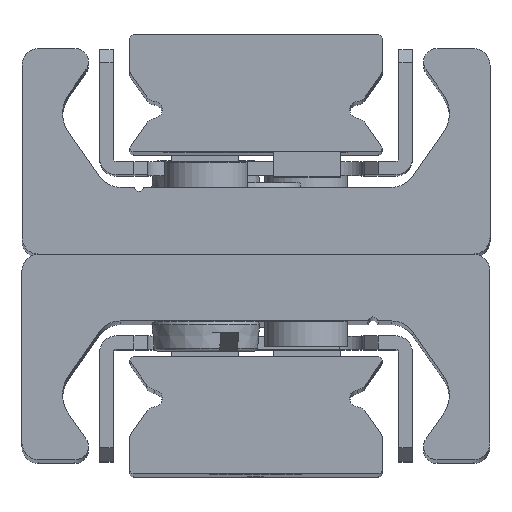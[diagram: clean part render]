
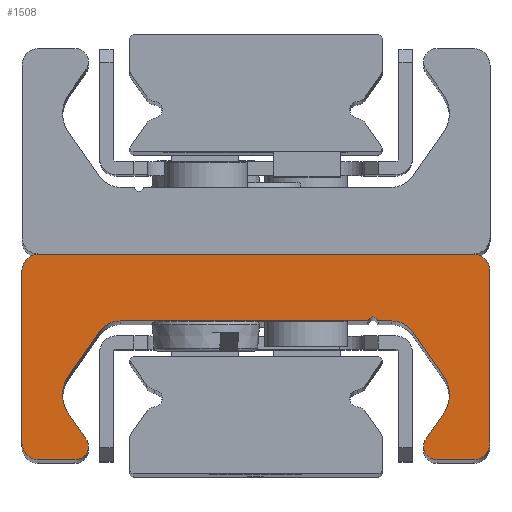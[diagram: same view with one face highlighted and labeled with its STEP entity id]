
A CAD part, top view. The second image highlights one B-rep face of the part: STEP entity #1508.
In plain terms, the highlighted planar face has unit normal (0, 0, 1).
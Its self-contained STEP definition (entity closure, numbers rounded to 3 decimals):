
#638=CARTESIAN_POINT('',(7.0,0.0,130.0));
#639=VERTEX_POINT('',#638);
#640=CARTESIAN_POINT('',(6.,1.0,130.0));
#641=VERTEX_POINT('',#640);
#642=CARTESIAN_POINT('',(7.0,1.0,130.0));
#643=DIRECTION('',(0.0,0.0,-1.0));
#644=DIRECTION('',(-1.0,0.0,0.0));
#645=AXIS2_PLACEMENT_3D('',#642,#643,#644);
#646=CIRCLE('',#645,1.0);
#647=EDGE_CURVE('',#639,#641,#646,.T.);
#680=CARTESIAN_POINT('',(6.,11.3,130.0));
#681=VERTEX_POINT('',#680);
#682=CARTESIAN_POINT('',(6.,1.0,130.0));
#683=DIRECTION('',(0.0,1.0,0.0));
#684=VECTOR('',#683,10.3);
#685=LINE('',#682,#684);
#686=EDGE_CURVE('',#641,#681,#685,.T.);
#711=CARTESIAN_POINT('',(7.0,12.3,130.0));
#712=VERTEX_POINT('',#711);
#713=CARTESIAN_POINT('',(7.,11.3,130.0));
#714=DIRECTION('',(0.0,0.0,-1.0));
#715=DIRECTION('',(0.0,1.0,0.0));
#716=AXIS2_PLACEMENT_3D('',#713,#714,#715);
#717=CIRCLE('',#716,1.0);
#718=EDGE_CURVE('',#681,#712,#717,.T.);
#744=CARTESIAN_POINT('',(9.17,12.3,130.0));
#745=VERTEX_POINT('',#744);
#746=CARTESIAN_POINT('',(7.0,12.3,130.0));
#747=DIRECTION('',(1.0,0.0,0.0));
#748=VECTOR('',#747,2.17);
#749=LINE('',#746,#748);
#750=EDGE_CURVE('',#712,#745,#749,.T.);
#775=CARTESIAN_POINT('',(9.826,11.041,130.0));
#776=VERTEX_POINT('',#775);
#777=CARTESIAN_POINT('',(9.17,11.5,130.0));
#778=DIRECTION('',(0.0,0.0,-1.));
#779=DIRECTION('',(0.819,-0.574,0.0));
#780=AXIS2_PLACEMENT_3D('',#777,#778,#779);
#781=CIRCLE('',#780,0.8);
#782=EDGE_CURVE('',#745,#776,#781,.T.);
#808=CARTESIAN_POINT('',(8.794,9.567,130.0));
#809=VERTEX_POINT('',#808);
#810=CARTESIAN_POINT('',(9.826,11.041,130.0));
#811=DIRECTION('',(-0.574,-0.819,0.0));
#812=VECTOR('',#811,1.799);
#813=LINE('',#810,#812);
#814=EDGE_CURVE('',#776,#809,#813,.T.);
#839=CARTESIAN_POINT('',(8.794,7.273,130.0));
#840=VERTEX_POINT('',#839);
#841=CARTESIAN_POINT('',(10.432,8.42,130.0));
#842=DIRECTION('',(0.0,0.0,1.0));
#843=DIRECTION('',(0.819,-0.574,0.0));
#844=AXIS2_PLACEMENT_3D('',#841,#842,#843);
#845=CIRCLE('',#844,2.0);
#846=EDGE_CURVE('',#809,#840,#845,.T.);
#872=CARTESIAN_POINT('',(10.637,4.64,130.0));
#873=VERTEX_POINT('',#872);
#874=CARTESIAN_POINT('',(8.794,7.273,130.0));
#875=DIRECTION('',(0.574,-0.819,0.0));
#876=VECTOR('',#875,3.215);
#877=LINE('',#874,#876);
#878=EDGE_CURVE('',#840,#873,#877,.T.);
#903=CARTESIAN_POINT('',(11.866,4.,130.0));
#904=VERTEX_POINT('',#903);
#905=CARTESIAN_POINT('',(11.866,5.5,130.0));
#906=DIRECTION('',(0.0,0.0,1.0));
#907=DIRECTION('',(0.819,0.574,0.0));
#908=AXIS2_PLACEMENT_3D('',#905,#906,#907);
#909=CIRCLE('',#908,1.5);
#910=EDGE_CURVE('',#873,#904,#909,.T.);
#936=CARTESIAN_POINT('',(12.665,4.,130.0));
#937=VERTEX_POINT('',#936);
#938=CARTESIAN_POINT('',(11.866,4.,130.0));
#939=DIRECTION('',(1.0,0.0,0.0));
#940=VECTOR('',#939,0.798);
#941=LINE('',#938,#940);
#942=EDGE_CURVE('',#904,#937,#941,.T.);
#967=CARTESIAN_POINT('',(12.76,3.929,130.0));
#968=VERTEX_POINT('',#967);
#969=CARTESIAN_POINT('',(12.665,3.9,130.0));
#970=DIRECTION('',(0.0,0.0,-1.0));
#971=DIRECTION('',(0.958,0.286,0.0));
#972=AXIS2_PLACEMENT_3D('',#969,#970,#971);
#973=CIRCLE('',#972,0.1);
#974=EDGE_CURVE('',#937,#968,#973,.T.);
#1000=CARTESIAN_POINT('',(13.24,3.929,130.0));
#1001=VERTEX_POINT('',#1000);
#1002=CARTESIAN_POINT('',(13.,4.0,130.0));
#1003=DIRECTION('',(0.0,0.0,1.));
#1004=DIRECTION('',(0.958,0.286,0.0));
#1005=AXIS2_PLACEMENT_3D('',#1002,#1003,#1004);
#1006=CIRCLE('',#1005,0.25);
#1007=EDGE_CURVE('',#968,#1001,#1006,.T.);
#1033=CARTESIAN_POINT('',(13.335,4.0,130.0));
#1034=VERTEX_POINT('',#1033);
#1035=CARTESIAN_POINT('',(13.335,3.9,130.0));
#1036=DIRECTION('',(0.0,0.0,-1.0));
#1037=DIRECTION('',(0.0,1.0,0.0));
#1038=AXIS2_PLACEMENT_3D('',#1035,#1036,#1037);
#1039=CIRCLE('',#1038,0.1);
#1040=EDGE_CURVE('',#1001,#1034,#1039,.T.);
#1066=CARTESIAN_POINT('',(28.134,4.0,130.0));
#1067=VERTEX_POINT('',#1066);
#1068=CARTESIAN_POINT('',(13.335,4.0,130.0));
#1069=DIRECTION('',(1.0,0.0,0.0));
#1070=VECTOR('',#1069,14.798);
#1071=LINE('',#1068,#1070);
#1072=EDGE_CURVE('',#1034,#1067,#1071,.T.);
#1118=CARTESIAN_POINT('',(29.363,4.64,130.0));
#1119=VERTEX_POINT('',#1118);
#1120=CARTESIAN_POINT('',(28.134,5.5,130.0));
#1121=DIRECTION('',(0.0,0.0,1.0));
#1122=DIRECTION('',(0.0,1.0,0.0));
#1123=AXIS2_PLACEMENT_3D('',#1120,#1121,#1122);
#1124=CIRCLE('',#1123,1.5);
#1125=EDGE_CURVE('',#1067,#1119,#1124,.T.);
#1151=CARTESIAN_POINT('',(31.206,7.273,130.0));
#1152=VERTEX_POINT('',#1151);
#1153=CARTESIAN_POINT('',(29.363,4.64,130.0));
#1154=DIRECTION('',(0.574,0.819,0.0));
#1155=VECTOR('',#1154,3.215);
#1156=LINE('',#1153,#1155);
#1157=EDGE_CURVE('',#1119,#1152,#1156,.T.);
#1182=CARTESIAN_POINT('',(31.206,9.567,130.0));
#1183=VERTEX_POINT('',#1182);
#1184=CARTESIAN_POINT('',(29.568,8.42,130.0));
#1185=DIRECTION('',(0.0,0.0,1.));
#1186=DIRECTION('',(-0.819,0.574,0.0));
#1187=AXIS2_PLACEMENT_3D('',#1184,#1185,#1186);
#1188=CIRCLE('',#1187,2.0);
#1189=EDGE_CURVE('',#1152,#1183,#1188,.T.);
#1215=CARTESIAN_POINT('',(30.174,11.041,130.0));
#1216=VERTEX_POINT('',#1215);
#1217=CARTESIAN_POINT('',(31.206,9.567,130.0));
#1218=DIRECTION('',(-0.574,0.819,0.0));
#1219=VECTOR('',#1218,1.799);
#1220=LINE('',#1217,#1219);
#1221=EDGE_CURVE('',#1183,#1216,#1220,.T.);
#1246=CARTESIAN_POINT('',(30.83,12.3,130.0));
#1247=VERTEX_POINT('',#1246);
#1248=CARTESIAN_POINT('',(30.83,11.5,130.0));
#1249=DIRECTION('',(0.0,0.0,-1.0));
#1250=DIRECTION('',(0.0,1.0,0.0));
#1251=AXIS2_PLACEMENT_3D('',#1248,#1249,#1250);
#1252=CIRCLE('',#1251,0.8);
#1253=EDGE_CURVE('',#1216,#1247,#1252,.T.);
#1279=CARTESIAN_POINT('',(33.0,12.3,130.0));
#1280=VERTEX_POINT('',#1279);
#1281=CARTESIAN_POINT('',(30.83,12.3,130.0));
#1282=DIRECTION('',(1.0,0.0,0.0));
#1283=VECTOR('',#1282,2.17);
#1284=LINE('',#1281,#1283);
#1285=EDGE_CURVE('',#1247,#1280,#1284,.T.);
#1310=CARTESIAN_POINT('',(34.0,11.3,130.0));
#1311=VERTEX_POINT('',#1310);
#1312=CARTESIAN_POINT('',(33.0,11.3,130.0));
#1313=DIRECTION('',(0.0,0.0,-1.0));
#1314=DIRECTION('',(1.0,0.0,0.0));
#1315=AXIS2_PLACEMENT_3D('',#1312,#1313,#1314);
#1316=CIRCLE('',#1315,1.0);
#1317=EDGE_CURVE('',#1280,#1311,#1316,.T.);
#1343=CARTESIAN_POINT('',(34.0,1.0,130.0));
#1344=VERTEX_POINT('',#1343);
#1345=CARTESIAN_POINT('',(34.0,11.3,130.0));
#1346=DIRECTION('',(0.0,-1.0,0.0));
#1347=VECTOR('',#1346,10.3);
#1348=LINE('',#1345,#1347);
#1349=EDGE_CURVE('',#1311,#1344,#1348,.T.);
#1374=CARTESIAN_POINT('',(33.0,0.0,130.0));
#1375=VERTEX_POINT('',#1374);
#1376=CARTESIAN_POINT('',(33.0,1.0,130.0));
#1377=DIRECTION('',(0.0,0.0,-1.0));
#1378=DIRECTION('',(0.0,-1.0,0.0));
#1379=AXIS2_PLACEMENT_3D('',#1376,#1377,#1378);
#1380=CIRCLE('',#1379,1.0);
#1381=EDGE_CURVE('',#1344,#1375,#1380,.T.);
#1407=CARTESIAN_POINT('',(33.0,0.0,130.0));
#1408=DIRECTION('',(-1.0,0.0,0.0));
#1409=VECTOR('',#1408,26.0);
#1410=LINE('',#1407,#1409);
#1411=EDGE_CURVE('',#1375,#639,#1410,.T.);
#1477=CARTESIAN_POINT('',(19.983,4.783,130.0));
#1478=DIRECTION('',(0.0,0.0,1.0));
#1479=DIRECTION('',(1.0,0.0,0.0));
#1480=AXIS2_PLACEMENT_3D('',#1477,#1478,#1479);
#1481=PLANE('',#1480);
#1482=ORIENTED_EDGE('',*,*,#647,.F.);
#1483=ORIENTED_EDGE('',*,*,#1411,.F.);
#1484=ORIENTED_EDGE('',*,*,#1381,.F.);
#1485=ORIENTED_EDGE('',*,*,#1349,.F.);
#1486=ORIENTED_EDGE('',*,*,#1317,.F.);
#1487=ORIENTED_EDGE('',*,*,#1285,.F.);
#1488=ORIENTED_EDGE('',*,*,#1253,.F.);
#1489=ORIENTED_EDGE('',*,*,#1221,.F.);
#1490=ORIENTED_EDGE('',*,*,#1189,.F.);
#1491=ORIENTED_EDGE('',*,*,#1157,.F.);
#1492=ORIENTED_EDGE('',*,*,#1125,.F.);
#1493=ORIENTED_EDGE('',*,*,#1072,.F.);
#1494=ORIENTED_EDGE('',*,*,#1040,.F.);
#1495=ORIENTED_EDGE('',*,*,#1007,.F.);
#1496=ORIENTED_EDGE('',*,*,#974,.F.);
#1497=ORIENTED_EDGE('',*,*,#942,.F.);
#1498=ORIENTED_EDGE('',*,*,#910,.F.);
#1499=ORIENTED_EDGE('',*,*,#878,.F.);
#1500=ORIENTED_EDGE('',*,*,#846,.F.);
#1501=ORIENTED_EDGE('',*,*,#814,.F.);
#1502=ORIENTED_EDGE('',*,*,#782,.F.);
#1503=ORIENTED_EDGE('',*,*,#750,.F.);
#1504=ORIENTED_EDGE('',*,*,#718,.F.);
#1505=ORIENTED_EDGE('',*,*,#686,.F.);
#1506=EDGE_LOOP('',(#1482,#1483,#1484,#1485,#1486,#1487,#1488,#1489,#1490,#1491,#1492,#1493,#1494,#1495,#1496,#1497,#1498,#1499,#1500,#1501,#1502,#1503,#1504,#1505));
#1507=FACE_OUTER_BOUND('',#1506,.T.);
#1508=ADVANCED_FACE('',(#1507),#1481,.T.);
